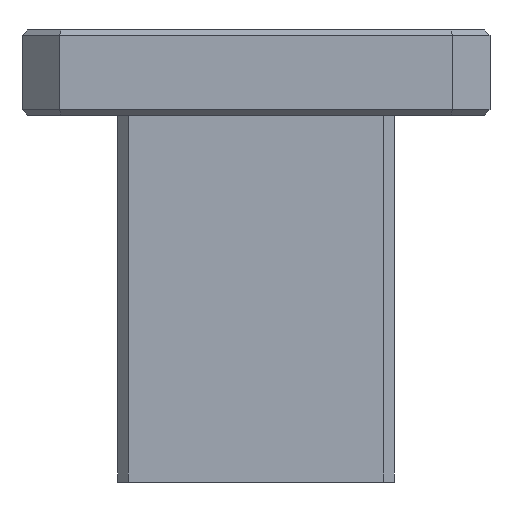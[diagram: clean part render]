
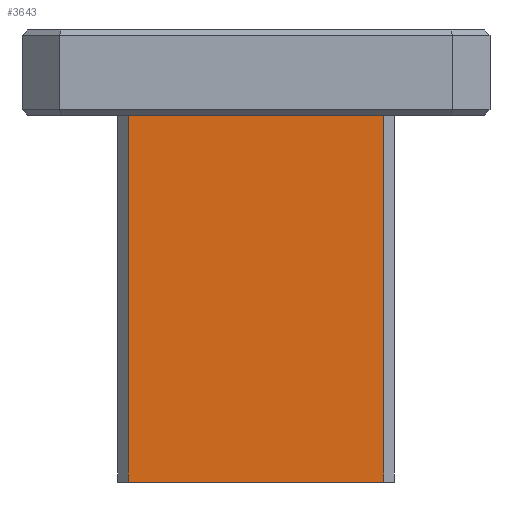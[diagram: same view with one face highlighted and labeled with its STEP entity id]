
A CAD part, front view. The second image highlights one B-rep face of the part: STEP entity #3643.
In plain terms, the highlighted planar face has unit normal (0, -1, 0).
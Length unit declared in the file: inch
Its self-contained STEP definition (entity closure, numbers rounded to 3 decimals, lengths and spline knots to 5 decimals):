
#31 = CARTESIAN_POINT ( 'NONE',  ( 0.38449, 0.20417, 0.02046 ) ) ;
#90 = VECTOR ( 'NONE', #4023, 39.37008 ) ;
#370 = EDGE_LOOP ( 'NONE', ( #2985, #3597, #2727, #3323 ) ) ;
#375 = DIRECTION ( 'NONE',  ( 0., 1., 0. ) ) ;
#673 = LINE ( 'NONE', #2660, #2784 ) ;
#738 = CARTESIAN_POINT ( 'NONE',  ( 0.38449, 0.20417, 0.02046 ) ) ;
#1070 = DIRECTION ( 'NONE',  ( 0., 0., 1. ) ) ;
#1253 = CARTESIAN_POINT ( 'NONE',  ( 0.36449, 0.20417, 0.02046 ) ) ;
#1315 = DIRECTION ( 'NONE',  ( 0., 0., -1. ) ) ;
#1552 = VERTEX_POINT ( 'NONE', #2107 ) ;
#1746 = DIRECTION ( 'NONE',  ( -1., 0., 0. ) ) ;
#1831 = VECTOR ( 'NONE', #1315, 39.37008 ) ;
#2061 = CARTESIAN_POINT ( 'NONE',  ( -0.11551, 0.20417, 0.02046 ) ) ;
#2084 = CARTESIAN_POINT ( 'NONE',  ( 0.36449, 0.20417, 0.02046 ) ) ;
#2107 = CARTESIAN_POINT ( 'NONE',  ( 0.36449, 0.20417, 0.71046 ) ) ;
#2328 = FACE_OUTER_BOUND ( 'NONE', #370, .T. ) ;
#2436 = LINE ( 'NONE', #2084, #90 ) ;
#2448 = VERTEX_POINT ( 'NONE', #3181 ) ;
#2585 = LINE ( 'NONE', #2605, #1831 ) ;
#2596 = VECTOR ( 'NONE', #3886, 39.37008 ) ;
#2605 = CARTESIAN_POINT ( 'NONE',  ( -0.11551, 0.20417, 0.02046 ) ) ;
#2644 = AXIS2_PLACEMENT_3D ( 'NONE', #738, #375, #1070 ) ;
#2660 = CARTESIAN_POINT ( 'NONE',  ( 0.38449, 0.20417, 0.71046 ) ) ;
#2727 = ORIENTED_EDGE ( 'NONE', *, *, #3933, .F. ) ;
#2784 = VECTOR ( 'NONE', #1746, 39.37008 ) ;
#2985 = ORIENTED_EDGE ( 'NONE', *, *, #4050, .T. ) ;
#3181 = CARTESIAN_POINT ( 'NONE',  ( -0.11551, 0.20417, 0.71046 ) ) ;
#3259 = EDGE_CURVE ( 'NONE', #2448, #3691, #2585, .T. ) ;
#3278 = PLANE ( 'NONE',  #2644 ) ;
#3323 = ORIENTED_EDGE ( 'NONE', *, *, #3836, .T. ) ;
#3510 = LINE ( 'NONE', #31, #2596 ) ;
#3597 = ORIENTED_EDGE ( 'NONE', *, *, #3259, .T. ) ;
#3643 = ADVANCED_FACE ( 'NONE', ( #2328 ), #3278, .F. ) ;
#3691 = VERTEX_POINT ( 'NONE', #2061 ) ;
#3836 = EDGE_CURVE ( 'NONE', #3979, #1552, #2436, .T. ) ;
#3886 = DIRECTION ( 'NONE',  ( -1., 0., 0. ) ) ;
#3933 = EDGE_CURVE ( 'NONE', #3979, #3691, #3510, .T. ) ;
#3979 = VERTEX_POINT ( 'NONE', #1253 ) ;
#4023 = DIRECTION ( 'NONE',  ( 0., 0., 1. ) ) ;
#4050 = EDGE_CURVE ( 'NONE', #1552, #2448, #673, .T. ) ;
